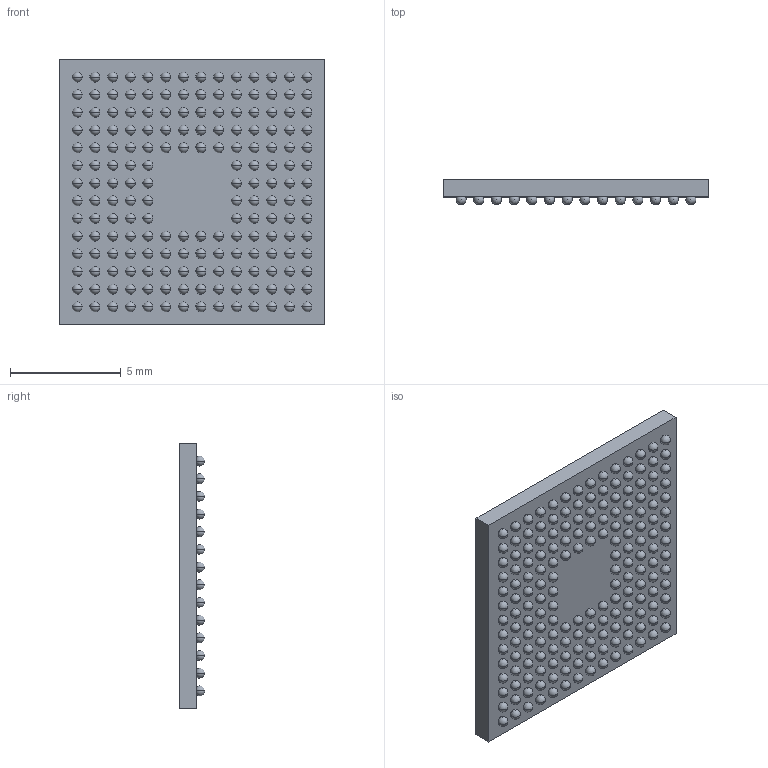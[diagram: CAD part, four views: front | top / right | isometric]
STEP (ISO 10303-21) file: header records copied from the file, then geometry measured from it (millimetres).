
FILE_DESCRIPTION (( 'STEP AP214' ), '1' );
FILE_NAME ('NXP TFBGA180 SOT570-3.STEP', '2016-10-31T19:42:32', ( '' ), ( '' ), 'SwSTEP 2.0', 'SolidWorks 2016', '' );
FILE_SCHEMA (( 'AUTOMOTIVE_DESIGN' ));
Length unit declared in the file: millimetre
Products named in the file (1): NXP TFBGA180 SOT570-3
Bounding box: 12 x 1.15 x 12 mm (x, y, z)
Volume: 122.7 mm3; surface area: 395.8 mm2
Topology: 1 solids, 1 shells, 369 faces, 1638 edges, 1092 vertices
Faces by surface type: sphere 360, plane 7, cylinder 2
Entity records: 14387 total; most frequent: DIRECTION 2202, CARTESIAN_POINT 1660, ORIENTED_EDGE 1476, AXIS2_PLACEMENT_3D 1094, EDGE_CURVE 738, CIRCLE 724, VERTEX_POINT 552, EDGE_LOOP 550
